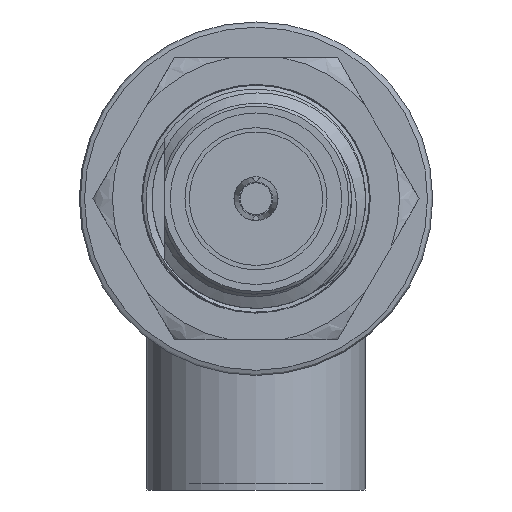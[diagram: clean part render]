
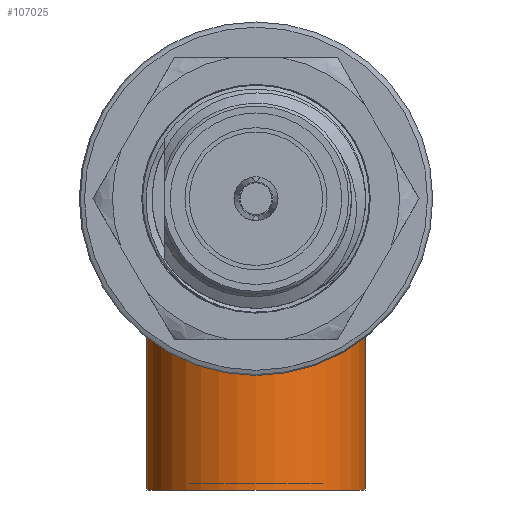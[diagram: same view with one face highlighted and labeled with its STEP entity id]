
A CAD part, front view. The second image highlights one B-rep face of the part: STEP entity #107025.
In plain terms, the highlighted cylindrical face has radius 3.15 mm (diameter 6.3 mm), a full revolution.
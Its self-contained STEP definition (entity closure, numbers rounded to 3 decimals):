
#9311=CYLINDRICAL_SURFACE('',#112472,3.15);
#14455=CIRCLE('',#112458,3.15);
#14459=CIRCLE('',#112473,3.15);
#15335=ORIENTED_EDGE('',*,*,#38181,.T.);
#15336=ORIENTED_EDGE('',*,*,#38165,.T.);
#38165=EDGE_CURVE('',#49601,#49601,#14455,.T.);
#38181=EDGE_CURVE('',#49607,#49607,#14459,.T.);
#49601=VERTEX_POINT('',#121396);
#49607=VERTEX_POINT('',#121453);
#58034=EDGE_LOOP('',(#15335));
#58035=EDGE_LOOP('',(#15336));
#63672=FACE_BOUND('',#58034,.T.);
#63673=FACE_BOUND('',#58035,.T.);
#107025=ADVANCED_FACE('',(#63672,#63673),#9311,.T.);
#112458=AXIS2_PLACEMENT_3D('',#121395,#115057,#115058);
#112472=AXIS2_PLACEMENT_3D('',#121451,#115091,#115092);
#112473=AXIS2_PLACEMENT_3D('',#121452,#115093,#115094);
#115057=DIRECTION('',(0.,0.,-1.));
#115058=DIRECTION('',(0.,-1.,0.));
#115091=DIRECTION('',(0.,0.,1.));
#115092=DIRECTION('',(0.,1.,0.));
#115093=DIRECTION('',(0.,0.,1.));
#115094=DIRECTION('',(-1.,0.,0.));
#121395=CARTESIAN_POINT('',(0.,70.045,-3.095));
#121396=CARTESIAN_POINT('',(0.,66.895,-3.095));
#121451=CARTESIAN_POINT('',(0.,70.045,-8.405));
#121452=CARTESIAN_POINT('',(0.,70.045,-8.405));
#121453=CARTESIAN_POINT('',(-3.15,70.045,-8.405));
